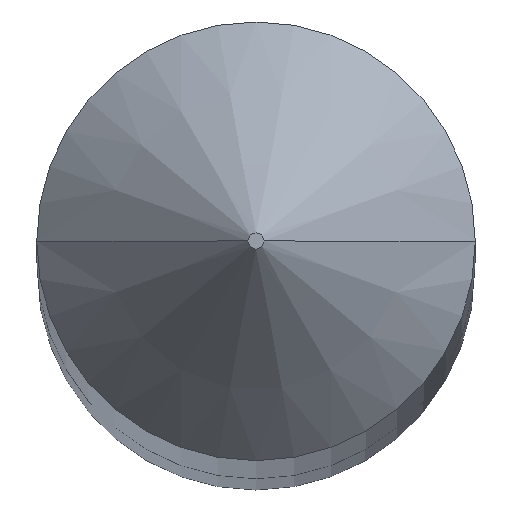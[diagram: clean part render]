
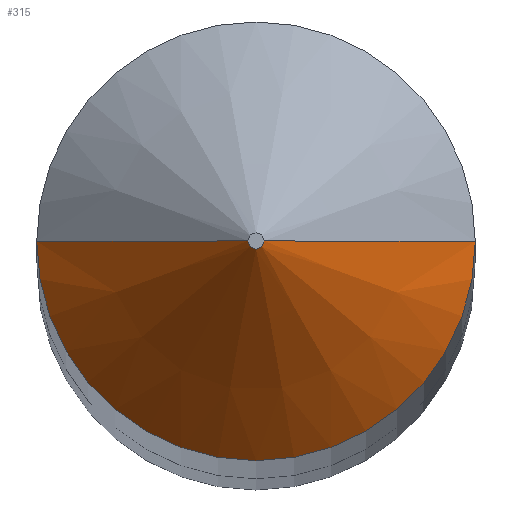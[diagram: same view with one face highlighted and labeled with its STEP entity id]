
A CAD part, top view. The second image highlights one B-rep face of the part: STEP entity #315.
In plain terms, the highlighted conical face has half-angle 45 degrees and reference radius 0.015 mm.
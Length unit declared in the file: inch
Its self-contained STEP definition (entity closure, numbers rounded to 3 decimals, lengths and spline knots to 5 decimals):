
#9 = ORIENTED_EDGE ( 'NONE', *, *, #93, .F. ) ;
#13 = DIRECTION ( 'NONE',  ( -0.707, 0., -0.707 ) ) ;
#16 = DIRECTION ( 'NONE',  ( 1., 0., 0. ) ) ;
#18 = CARTESIAN_POINT ( 'NONE',  ( 0.0156, 0., 1.235 ) ) ;
#20 = CARTESIAN_POINT ( 'NONE',  ( 0., 0., 1.235 ) ) ;
#25 = VERTEX_POINT ( 'NONE', #314 ) ;
#49 = LINE ( 'NONE', #276, #75 ) ;
#52 = CARTESIAN_POINT ( 'NONE',  ( 0.0006, 0., 1.25 ) ) ;
#56 = CARTESIAN_POINT ( 'NONE',  ( 0.0006, 0., 1.25 ) ) ;
#57 = VERTEX_POINT ( 'NONE', #18 ) ;
#68 = CARTESIAN_POINT ( 'NONE',  ( -0.0156, 0., 1.235 ) ) ;
#75 = VECTOR ( 'NONE', #13, 39.37008 ) ;
#93 = EDGE_CURVE ( 'NONE', #57, #319, #202, .T. ) ;
#99 = CONICAL_SURFACE ( 'NONE', #150, 0.0006, 0.785 ) ;
#132 = CIRCLE ( 'NONE', #152, 0.0006 ) ;
#134 = EDGE_LOOP ( 'NONE', ( #230, #228, #285, #9 ) ) ;
#137 = FACE_OUTER_BOUND ( 'NONE', #134, .T. ) ;
#140 = VECTOR ( 'NONE', #163, 39.37008 ) ;
#142 = DIRECTION ( 'NONE',  ( -1., 0., 0. ) ) ;
#150 = AXIS2_PLACEMENT_3D ( 'NONE', #195, #262, #142 ) ;
#152 = AXIS2_PLACEMENT_3D ( 'NONE', #161, #203, #306 ) ;
#161 = CARTESIAN_POINT ( 'NONE',  ( 0., 0., 1.25 ) ) ;
#163 = DIRECTION ( 'NONE',  ( 0.707, 0., -0.707 ) ) ;
#183 = VERTEX_POINT ( 'NONE', #52 ) ;
#195 = CARTESIAN_POINT ( 'NONE',  ( 0., 0., 1.25 ) ) ;
#201 = EDGE_CURVE ( 'NONE', #25, #319, #49, .T. ) ;
#202 = CIRCLE ( 'NONE', #218, 0.0156 ) ;
#203 = DIRECTION ( 'NONE',  ( 0., 0., 1. ) ) ;
#218 = AXIS2_PLACEMENT_3D ( 'NONE', #20, #237, #16 ) ;
#228 = ORIENTED_EDGE ( 'NONE', *, *, #239, .F. ) ;
#230 = ORIENTED_EDGE ( 'NONE', *, *, #261, .F. ) ;
#237 = DIRECTION ( 'NONE',  ( 0., 0., -1. ) ) ;
#239 = EDGE_CURVE ( 'NONE', #25, #183, #132, .T. ) ;
#261 = EDGE_CURVE ( 'NONE', #183, #57, #280, .T. ) ;
#262 = DIRECTION ( 'NONE',  ( 0., 0., -1. ) ) ;
#276 = CARTESIAN_POINT ( 'NONE',  ( -0.0006, 0., 1.25 ) ) ;
#280 = LINE ( 'NONE', #56, #140 ) ;
#285 = ORIENTED_EDGE ( 'NONE', *, *, #201, .T. ) ;
#306 = DIRECTION ( 'NONE',  ( 1., 0., 0. ) ) ;
#314 = CARTESIAN_POINT ( 'NONE',  ( -0.0006, 0., 1.25 ) ) ;
#315 = ADVANCED_FACE ( 'NONE', ( #137 ), #99, .T. ) ;
#319 = VERTEX_POINT ( 'NONE', #68 ) ;
